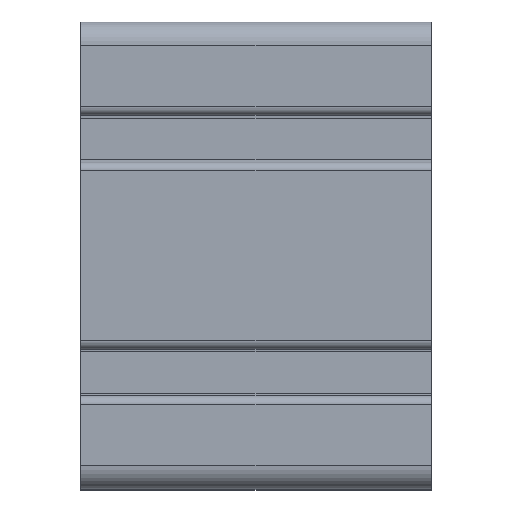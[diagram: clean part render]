
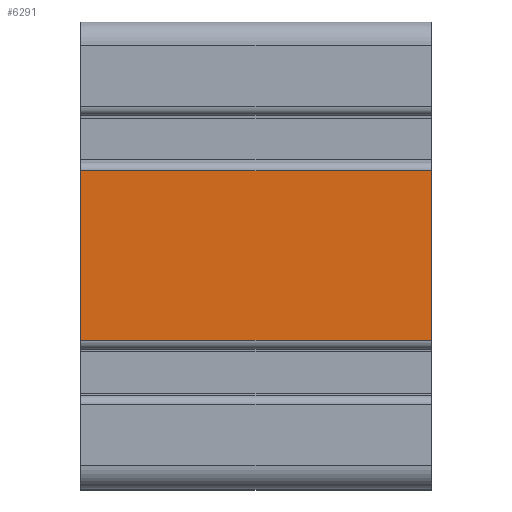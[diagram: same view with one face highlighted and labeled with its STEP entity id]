
A CAD part, top view. The second image highlights one B-rep face of the part: STEP entity #6291.
In plain terms, the highlighted planar face has unit normal (0, 0, 1).
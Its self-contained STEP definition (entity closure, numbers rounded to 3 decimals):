
#451=FACE_OUTER_BOUND('',#778,.T.);
#778=EDGE_LOOP('',(#5307,#5308,#5309,#5310));
#941=LINE('',#9327,#1553);
#1372=LINE('',#10590,#1984);
#1373=LINE('',#10593,#1985);
#1374=LINE('',#10594,#1986);
#1553=VECTOR('',#7319,10.);
#1984=VECTOR('',#8650,1000.);
#1985=VECTOR('',#8653,1000.);
#1986=VECTOR('',#8654,1000.);
#2602=VERTEX_POINT('',#9324);
#2603=VERTEX_POINT('',#9326);
#2985=VERTEX_POINT('',#10588);
#2986=VERTEX_POINT('',#10592);
#3234=EDGE_CURVE('',#2603,#2602,#941,.T.);
#3866=EDGE_CURVE('',#2602,#2985,#1372,.T.);
#3867=EDGE_CURVE('',#2985,#2986,#1373,.T.);
#3868=EDGE_CURVE('',#2603,#2986,#1374,.T.);
#5307=ORIENTED_EDGE('',*,*,#3234,.T.);
#5308=ORIENTED_EDGE('',*,*,#3866,.T.);
#5309=ORIENTED_EDGE('',*,*,#3867,.T.);
#5310=ORIENTED_EDGE('',*,*,#3868,.F.);
#6007=PLANE('',#6925);
#6291=ADVANCED_FACE('',(#451),#6007,.F.);
#6925=AXIS2_PLACEMENT_3D('',#10591,#8651,#8652);
#7319=DIRECTION('',(0.,1.,0.));
#8650=DIRECTION('',(-1.,0.,0.));
#8651=DIRECTION('center_axis',(0.,0.,-1.));
#8652=DIRECTION('ref_axis',(-1.,0.,0.));
#8653=DIRECTION('',(0.,-1.,0.));
#8654=DIRECTION('',(-1.,0.,0.));
#9324=CARTESIAN_POINT('',(60.,54.5,80.));
#9326=CARTESIAN_POINT('',(60.,25.5,80.));
#9327=CARTESIAN_POINT('',(60.,13.5,80.));
#10588=CARTESIAN_POINT('',(0.,54.5,80.));
#10590=CARTESIAN_POINT('',(6000.,54.5,80.));
#10591=CARTESIAN_POINT('Origin',(6000.,25.5,80.));
#10592=CARTESIAN_POINT('',(0.,25.5,80.));
#10593=CARTESIAN_POINT('',(0.,25.5,80.));
#10594=CARTESIAN_POINT('',(6000.,25.5,80.));
